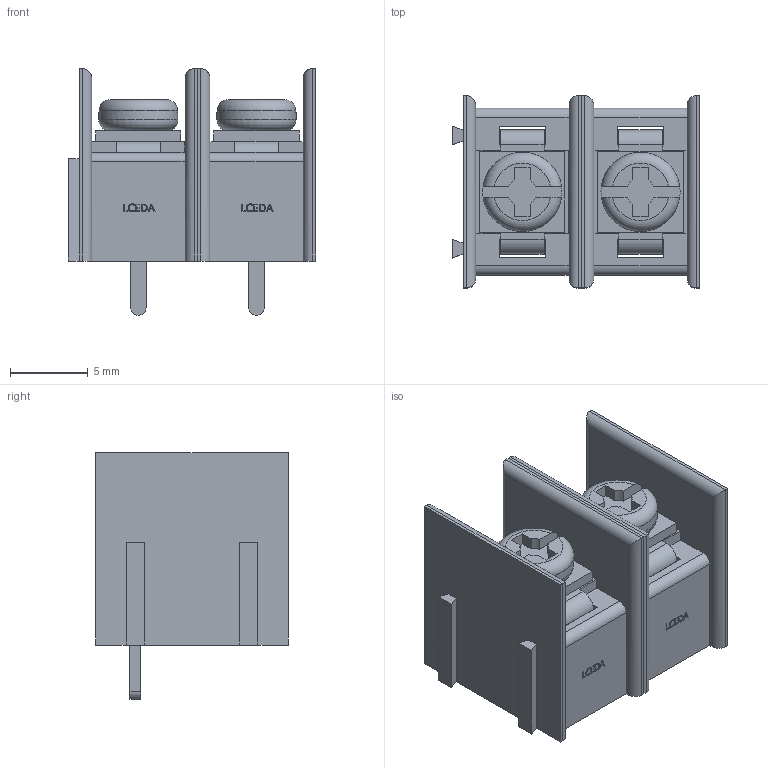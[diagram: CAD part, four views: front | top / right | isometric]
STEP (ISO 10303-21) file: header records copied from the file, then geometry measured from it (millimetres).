
FILE_DESCRIPTION (( 'STEP AP214' ), '1' );
FILE_NAME ('CONN-TH_DB7.62-LI-2P.step', '2022-08-08T02:35:15', ( '' ), ( '' ), 'SwSTEP 2.0', 'SolidWorks 2020', '' );
FILE_SCHEMA (( 'AUTOMOTIVE_DESIGN' ));
Length unit declared in the file: millimetre
Products named in the file (1): CONN-TH_DB7.62-LI-2P
Bounding box: 15.94 x 12.4 x 15.9 mm (x, y, z)
Volume: 1045.5 mm3; surface area: 2669.8 mm2
Topology: 19 solids, 21 shells, 597 faces, 1577 edges, 1034 vertices
Faces by surface type: plane 415, bspline 126, cylinder 48, torus 8
Entity records: 26942 total; most frequent: CARTESIAN_POINT 6187, ORIENTED_EDGE 3154, DIRECTION 2349, EDGE_CURVE 1577, VECTOR 1205, LINE 1205, VERTEX_POINT 1034, EDGE_LOOP 629
